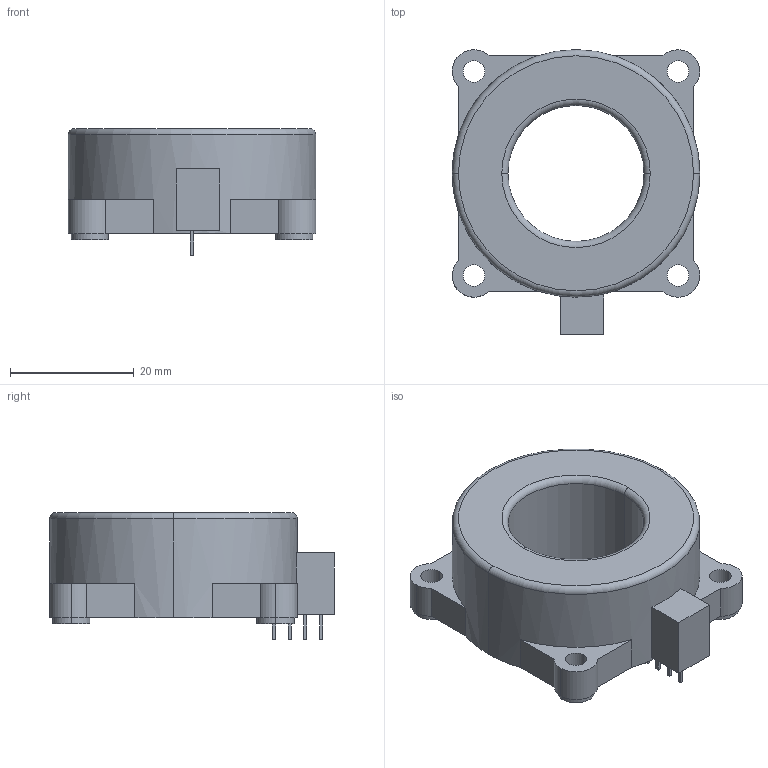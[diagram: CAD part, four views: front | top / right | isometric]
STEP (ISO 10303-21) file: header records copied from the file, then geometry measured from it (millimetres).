
FILE_DESCRIPTION (( 'STEP AP214' ), '1' );
FILE_NAME ('LEM_Current_Sensor.STEP', '2017-06-13T06:11:06', ( '' ), ( '' ), 'SwSTEP 2.0', 'SolidWorks 2017', '' );
FILE_SCHEMA (( 'AUTOMOTIVE_DESIGN' ));
Length unit declared in the file: millimetre
Products named in the file (1): LEM_Current_Sensor
Bounding box: 40 x 46 x 20.5 mm (x, y, z)
Volume: 16517.4 mm3; surface area: 6174.7 mm2
Topology: 1 solids, 1 shells, 73 faces, 182 edges, 120 vertices
Faces by surface type: plane 43, cylinder 26, torus 4
Entity records: 3051 total; most frequent: DIRECTION 400, CARTESIAN_POINT 376, ORIENTED_EDGE 364, EDGE_CURVE 182, AXIS2_PLACEMENT_3D 144, VERTEX_POINT 120, VECTOR 112, LINE 112
